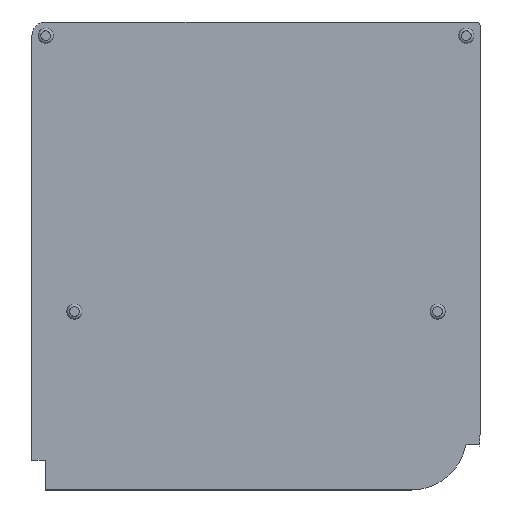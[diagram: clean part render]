
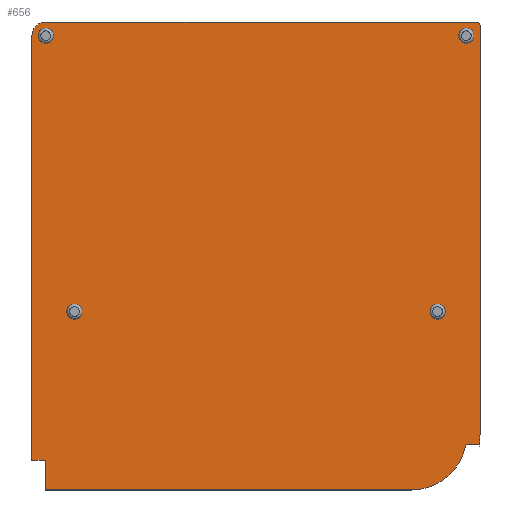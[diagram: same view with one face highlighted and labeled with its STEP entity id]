
A CAD part, top view. The second image highlights one B-rep face of the part: STEP entity #656.
In plain terms, the highlighted planar face has unit normal (0, 0, 1).
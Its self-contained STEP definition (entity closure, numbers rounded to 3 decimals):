
#23=FACE_BOUND('',#255,.T.);
#24=FACE_BOUND('',#256,.T.);
#25=FACE_BOUND('',#257,.T.);
#26=FACE_BOUND('',#258,.T.);
#48=PLANE('',#745);
#91=LINE('',#1095,#150);
#93=LINE('',#1099,#152);
#95=LINE('',#1103,#154);
#98=LINE('',#1109,#157);
#101=LINE('',#1116,#160);
#102=LINE('',#1119,#161);
#104=LINE('',#1125,#163);
#105=LINE('',#1129,#164);
#150=VECTOR('',#902,10.);
#152=VECTOR('',#906,10.);
#154=VECTOR('',#910,10.);
#157=VECTOR('',#915,10.);
#160=VECTOR('',#924,10.);
#161=VECTOR('',#927,10.);
#163=VECTOR('',#933,10.);
#164=VECTOR('',#936,10.);
#213=FACE_OUTER_BOUND('',#254,.T.);
#254=EDGE_LOOP('',(#583,#584,#585,#586,#587,#588,#589,#590,#591,#592,#593,
#594));
#255=EDGE_LOOP('',(#595));
#256=EDGE_LOOP('',(#596));
#257=EDGE_LOOP('',(#597));
#258=EDGE_LOOP('',(#598));
#267=CIRCLE('',#690,0.55);
#271=CIRCLE('',#697,0.55);
#275=CIRCLE('',#704,0.55);
#279=CIRCLE('',#711,0.55);
#290=CIRCLE('',#742,4.05);
#291=CIRCLE('',#746,5.);
#292=CIRCLE('',#747,0.25);
#293=CIRCLE('',#748,1.);
#296=VERTEX_POINT('',#961);
#299=VERTEX_POINT('',#972);
#302=VERTEX_POINT('',#983);
#305=VERTEX_POINT('',#994);
#340=VERTEX_POINT('',#1092);
#341=VERTEX_POINT('',#1094);
#342=VERTEX_POINT('',#1098);
#343=VERTEX_POINT('',#1102);
#344=VERTEX_POINT('',#1106);
#345=VERTEX_POINT('',#1108);
#346=VERTEX_POINT('',#1114);
#347=VERTEX_POINT('',#1118);
#348=VERTEX_POINT('',#1122);
#349=VERTEX_POINT('',#1124);
#350=VERTEX_POINT('',#1126);
#351=VERTEX_POINT('',#1128);
#356=EDGE_CURVE('',#296,#296,#267,.T.);
#361=EDGE_CURVE('',#299,#299,#271,.T.);
#366=EDGE_CURVE('',#302,#302,#275,.T.);
#371=EDGE_CURVE('',#305,#305,#279,.T.);
#418=EDGE_CURVE('',#341,#340,#91,.T.);
#420=EDGE_CURVE('',#342,#341,#93,.T.);
#422=EDGE_CURVE('',#343,#342,#95,.T.);
#425=EDGE_CURVE('',#345,#344,#98,.T.);
#427=EDGE_CURVE('',#340,#345,#290,.T.);
#429=EDGE_CURVE('',#344,#346,#101,.T.);
#430=EDGE_CURVE('',#347,#343,#102,.T.);
#432=EDGE_CURVE('',#346,#348,#291,.T.);
#433=EDGE_CURVE('',#348,#349,#104,.T.);
#434=EDGE_CURVE('',#350,#349,#292,.T.);
#435=EDGE_CURVE('',#350,#351,#105,.T.);
#436=EDGE_CURVE('',#351,#347,#293,.T.);
#583=ORIENTED_EDGE('',*,*,#422,.T.);
#584=ORIENTED_EDGE('',*,*,#420,.T.);
#585=ORIENTED_EDGE('',*,*,#418,.T.);
#586=ORIENTED_EDGE('',*,*,#427,.T.);
#587=ORIENTED_EDGE('',*,*,#425,.T.);
#588=ORIENTED_EDGE('',*,*,#429,.T.);
#589=ORIENTED_EDGE('',*,*,#432,.T.);
#590=ORIENTED_EDGE('',*,*,#433,.T.);
#591=ORIENTED_EDGE('',*,*,#434,.F.);
#592=ORIENTED_EDGE('',*,*,#435,.T.);
#593=ORIENTED_EDGE('',*,*,#436,.T.);
#594=ORIENTED_EDGE('',*,*,#430,.T.);
#595=ORIENTED_EDGE('',*,*,#366,.T.);
#596=ORIENTED_EDGE('',*,*,#356,.T.);
#597=ORIENTED_EDGE('',*,*,#371,.T.);
#598=ORIENTED_EDGE('',*,*,#361,.T.);
#656=ADVANCED_FACE('',(#213,#23,#24,#25,#26),#48,.T.);
#690=AXIS2_PLACEMENT_3D('',#963,#767,#768);
#697=AXIS2_PLACEMENT_3D('',#974,#782,#783);
#704=AXIS2_PLACEMENT_3D('',#985,#797,#798);
#711=AXIS2_PLACEMENT_3D('',#996,#812,#813);
#742=AXIS2_PLACEMENT_3D('',#1112,#919,#920);
#745=AXIS2_PLACEMENT_3D('',#1121,#929,#930);
#746=AXIS2_PLACEMENT_3D('',#1123,#931,#932);
#747=AXIS2_PLACEMENT_3D('',#1127,#934,#935);
#748=AXIS2_PLACEMENT_3D('',#1130,#937,#938);
#767=DIRECTION('center_axis',(0.,0.,-1.));
#768=DIRECTION('ref_axis',(1.,0.,0.));
#782=DIRECTION('center_axis',(0.,0.,-1.));
#783=DIRECTION('ref_axis',(1.,0.,0.));
#797=DIRECTION('center_axis',(0.,0.,-1.));
#798=DIRECTION('ref_axis',(1.,0.,0.));
#812=DIRECTION('center_axis',(0.,0.,-1.));
#813=DIRECTION('ref_axis',(1.,0.,0.));
#902=DIRECTION('',(1.,0.,0.));
#906=DIRECTION('',(0.,-1.,0.));
#910=DIRECTION('',(1.,0.,0.));
#915=DIRECTION('',(1.,0.,0.));
#919=DIRECTION('center_axis',(0.,0.,1.));
#920=DIRECTION('ref_axis',(0.554,-0.832,0.));
#924=DIRECTION('',(0.,-1.,0.));
#927=DIRECTION('',(0.,-1.,0.));
#929=DIRECTION('center_axis',(0.,0.,1.));
#930=DIRECTION('ref_axis',(1.,0.,0.));
#931=DIRECTION('center_axis',(0.,0.,1.));
#932=DIRECTION('ref_axis',(0.985,-0.17,0.));
#933=DIRECTION('',(0.,1.,0.));
#934=DIRECTION('center_axis',(0.,0.,-1.));
#935=DIRECTION('ref_axis',(0.707,0.707,0.));
#936=DIRECTION('',(-1.,0.,0.));
#937=DIRECTION('center_axis',(0.,0.,1.));
#938=DIRECTION('ref_axis',(0.,1.,0.));
#961=CARTESIAN_POINT('',(-15.85,16.5,-0.975));
#963=CARTESIAN_POINT('Origin',(-15.3,16.5,-0.975));
#972=CARTESIAN_POINT('',(14.75,16.5,-0.975));
#974=CARTESIAN_POINT('Origin',(15.3,16.5,-0.975));
#983=CARTESIAN_POINT('',(-13.761,-3.57,-0.975));
#985=CARTESIAN_POINT('Origin',(-13.211,-3.57,-0.975));
#994=CARTESIAN_POINT('',(12.661,-3.57,-0.975));
#996=CARTESIAN_POINT('Origin',(13.211,-3.57,-0.975));
#1092=CARTESIAN_POINT('',(11.3,-16.55,-0.975));
#1094=CARTESIAN_POINT('',(-15.35,-16.55,-0.975));
#1095=CARTESIAN_POINT('',(-7.725,-16.55,-0.975));
#1098=CARTESIAN_POINT('',(-15.35,-14.4,-0.975));
#1099=CARTESIAN_POINT('',(-15.35,-7.038,-0.975));
#1102=CARTESIAN_POINT('',(-16.3,-14.4,-0.975));
#1103=CARTESIAN_POINT('',(-8.15,-14.4,-0.975));
#1106=CARTESIAN_POINT('',(16.227,-13.25,-0.975));
#1108=CARTESIAN_POINT('',(15.28,-13.25,-0.975));
#1109=CARTESIAN_POINT('',(7.681,-13.25,-0.975));
#1112=CARTESIAN_POINT('Origin',(11.3,-12.5,-0.975));
#1114=CARTESIAN_POINT('',(16.227,-13.35,-0.975));
#1116=CARTESIAN_POINT('',(16.227,-6.463,-0.975));
#1118=CARTESIAN_POINT('',(-16.3,16.5,-0.975));
#1119=CARTESIAN_POINT('',(-16.3,16.5,-0.975));
#1121=CARTESIAN_POINT('Origin',(0.,0.425,
-0.975));
#1122=CARTESIAN_POINT('',(16.3,-12.5,-0.975));
#1123=CARTESIAN_POINT('Origin',(11.3,-12.5,-0.975));
#1124=CARTESIAN_POINT('',(16.3,17.25,-0.975));
#1125=CARTESIAN_POINT('',(16.3,-12.5,-0.975));
#1126=CARTESIAN_POINT('',(16.05,17.5,-0.975));
#1127=CARTESIAN_POINT('Origin',(16.05,17.25,-0.975));
#1128=CARTESIAN_POINT('',(-15.3,17.5,-0.975));
#1129=CARTESIAN_POINT('',(16.3,17.5,-0.975));
#1130=CARTESIAN_POINT('Origin',(-15.3,16.5,-0.975));
